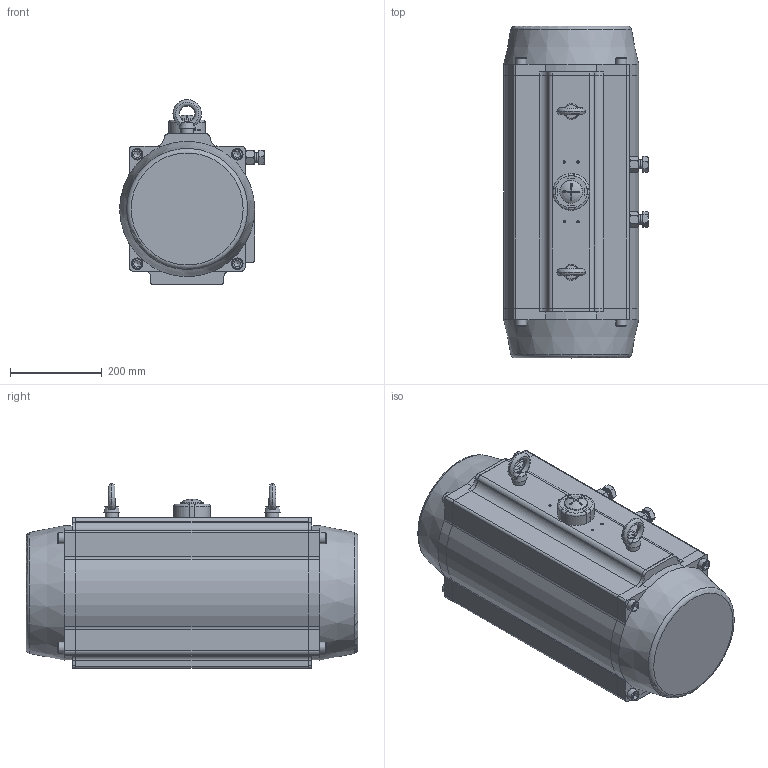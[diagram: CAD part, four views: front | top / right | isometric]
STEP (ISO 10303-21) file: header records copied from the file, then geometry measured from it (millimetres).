
FILE_DESCRIPTION(/* description */ (''),/* implementation_level */ '2;1');
FILE_NAME(/* name */ '5050270665 C-270DA F16 46x46.stp',/* time_stamp */ '2016-12-30T14:47:06+08:00',/* author */ (''),/* organization */ (''),/* preprocessor_version */ 'ST-DEVELOPER v15',/* originating_system */ 'SIEMENS PLM Software NX 8.5',/* authorisation */ '');
FILE_SCHEMA (('AUTOMOTIVE_DESIGN { 1 0 10303 214 3 1 1 1 }'));
Products named in the file (29): Lug; Lug bearing; Stop screw; Nut-stop screw; Plug; O-ring adjust screw; Nut adjust screw; Adjust screw; Indicator screw-270; Indicator-270; End-cap screw; O-ring end cap; Inside washer; Outside washer; O-ring piston; O-ring-pinion top; O-ring-pinion bottom; Thrust washer; Bearing-pinion bottom; Bearing-pinion top; Bearing-piston; Guide Piston C-270; C-270-08; Circlip; C-270-03; C-270-04; C-270-02; C-270-01; C-270
Assembly tree (49 placements, depth 2):
  C-270
    C-270-01
    C-270-02  x2
    C-270-04
    C-270-03  x2
    Circlip
    C-270-08
    Guide Piston C-270  x2
    Bearing-piston  x2
    Bearing-pinion top
    Bearing-pinion bottom
    Thrust washer
    O-ring-pinion bottom
    O-ring-pinion top
    O-ring piston  x2
    Outside washer
    Inside washer
    O-ring end cap  x2
    End-cap screw  x8
    Indicator-270
    Indicator screw-270
    Adjust screw  x2
    Nut adjust screw  x2
    O-ring adjust screw  x2
    Plug  x2
    Nut-stop screw  x2
    Stop screw  x2
    Lug bearing  x2
    Lug  x2
Bounding box: 315 x 722 x 401.96 mm (x, y, z)
Volume: 25993094.6 mm3; surface area: 3340927 mm2
Topology: 72 solids, 72 shells, 2031 faces, 5262 edges, 3431 vertices
Faces by surface type: plane 794, cylinder 743, cone 228, extrusion 120, torus 94, bspline 47, sphere 5
Full cylindrical faces by diameter (mm): 3 x2, 4.2 x4, 5 x7, 6.144 x1, 10 x2, 12 x3, 13 x4, 13.833 x10, 13.834 x2, 13.835 x14, 14 x12, 16 x24, 16.001 x2, 17 x2, 17.294 x2, 17.5 x16, 17.833 x2, 17.835 x2, 20 x6, 20.001 x2, 24 x10, 25 x8, 28 x2, 34 x2, 45 x1, 50 x1, 54.3 x1, 56 x3, 60 x8, 61 x1
Entity records: 50754 total; most frequent: CARTESIAN_POINT 19337, DIRECTION 6139, ORIENTED_EDGE 6112, EDGE_CURVE 3056, AXIS2_PLACEMENT_3D 2339, VERTEX_POINT 2156, EDGE_LOOP 1680, VECTOR 1461
